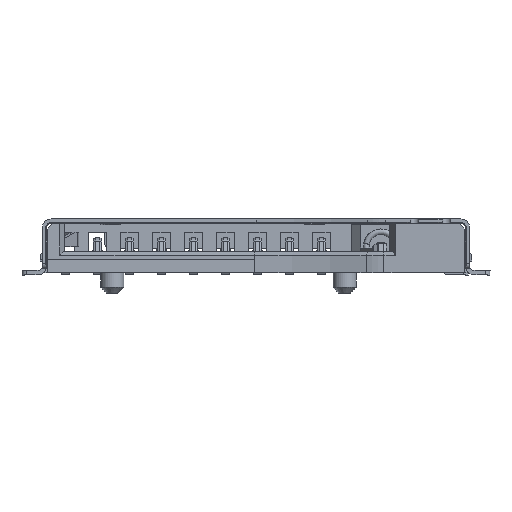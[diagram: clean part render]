
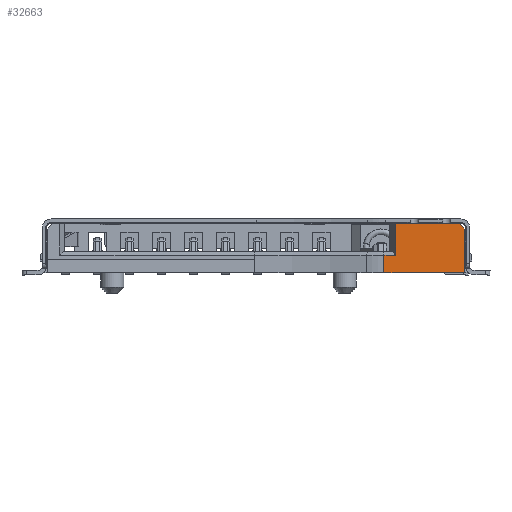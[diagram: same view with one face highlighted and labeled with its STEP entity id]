
A CAD part, front view. The second image highlights one B-rep face of the part: STEP entity #32663.
In plain terms, the highlighted planar face has unit normal (0, -1, 0).
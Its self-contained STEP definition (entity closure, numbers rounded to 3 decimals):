
#724=PLANE('',#34600);
#2459=FACE_OUTER_BOUND('',#4178,.T.);
#4178=EDGE_LOOP('',(#23704,#23705,#23706,#23707,#23708,#23709,#23710));
#6783=LINE('',#50219,#10583);
#6816=LINE('',#51753,#10616);
#6832=LINE('',#51877,#10632);
#6833=LINE('',#51879,#10633);
#6834=LINE('',#51881,#10634);
#6835=LINE('',#51883,#10635);
#6836=LINE('',#51884,#10636);
#10583=VECTOR('',#38972,1.);
#10616=VECTOR('',#39035,1.);
#10632=VECTOR('',#39089,1.);
#10633=VECTOR('',#39090,1.);
#10634=VECTOR('',#39091,1.);
#10635=VECTOR('',#39092,1.);
#10636=VECTOR('',#39093,1.);
#14778=VERTEX_POINT('',#50216);
#14779=VERTEX_POINT('',#50218);
#14820=VERTEX_POINT('',#51751);
#14839=VERTEX_POINT('',#51876);
#14840=VERTEX_POINT('',#51878);
#14841=VERTEX_POINT('',#51880);
#14842=VERTEX_POINT('',#51882);
#18079=EDGE_CURVE('',#14779,#14778,#6783,.T.);
#18133=EDGE_CURVE('',#14820,#14778,#6816,.T.);
#18162=EDGE_CURVE('',#14779,#14839,#6832,.T.);
#18163=EDGE_CURVE('',#14820,#14840,#6833,.T.);
#18164=EDGE_CURVE('',#14840,#14841,#6834,.T.);
#18165=EDGE_CURVE('',#14842,#14841,#6835,.T.);
#18166=EDGE_CURVE('',#14839,#14842,#6836,.T.);
#23704=ORIENTED_EDGE('',*,*,#18162,.F.);
#23705=ORIENTED_EDGE('',*,*,#18079,.T.);
#23706=ORIENTED_EDGE('',*,*,#18133,.F.);
#23707=ORIENTED_EDGE('',*,*,#18163,.T.);
#23708=ORIENTED_EDGE('',*,*,#18164,.T.);
#23709=ORIENTED_EDGE('',*,*,#18165,.F.);
#23710=ORIENTED_EDGE('',*,*,#18166,.F.);
#32663=ADVANCED_FACE('',(#2459),#724,.T.);
#34600=AXIS2_PLACEMENT_3D('',#51875,#39087,#39088);
#38972=DIRECTION('',(-0.707,0.,0.707));
#39035=DIRECTION('',(1.,0.,0.));
#39087=DIRECTION('center_axis',(0.,-1.,0.));
#39088=DIRECTION('ref_axis',(0.,0.,-1.));
#39089=DIRECTION('',(0.,0.,-1.));
#39090=DIRECTION('',(0.,0.,-1.));
#39091=DIRECTION('',(-1.,0.,0.));
#39092=DIRECTION('',(0.,0.,1.));
#39093=DIRECTION('',(-1.,0.,0.));
#50216=CARTESIAN_POINT('',(6.98,-9.676,1.8));
#50218=CARTESIAN_POINT('',(7.18,-9.676,1.6));
#50219=CARTESIAN_POINT('',(7.18,-9.676,1.6));
#51751=CARTESIAN_POINT('',(4.8,-9.676,1.8));
#51753=CARTESIAN_POINT('',(4.8,-9.676,1.8));
#51875=CARTESIAN_POINT('Origin',(-7.18,-9.676,0.1));
#51876=CARTESIAN_POINT('',(7.18,-9.676,0.1));
#51877=CARTESIAN_POINT('',(7.18,-9.676,1.6));
#51878=CARTESIAN_POINT('',(4.8,-9.676,0.7));
#51879=CARTESIAN_POINT('',(4.8,-9.676,1.8));
#51880=CARTESIAN_POINT('',(4.401,-9.676,0.7));
#51881=CARTESIAN_POINT('',(4.8,-9.676,0.7));
#51882=CARTESIAN_POINT('',(4.401,-9.676,0.1));
#51883=CARTESIAN_POINT('',(4.401,-9.676,0.1));
#51884=CARTESIAN_POINT('',(7.18,-9.676,0.1));
